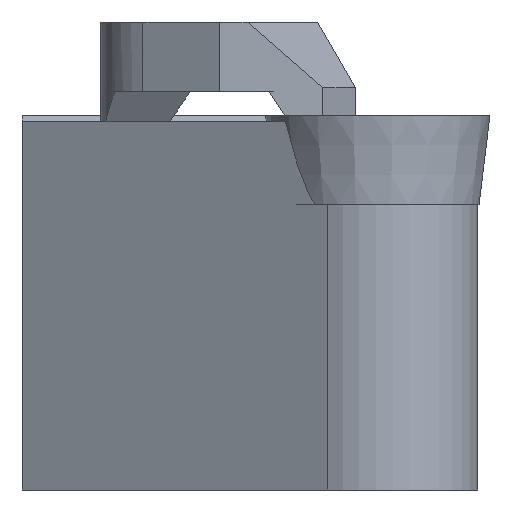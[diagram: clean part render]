
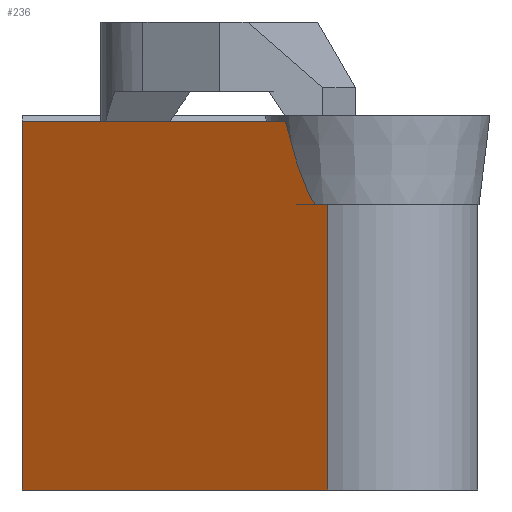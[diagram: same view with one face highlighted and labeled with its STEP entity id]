
A CAD part, left-side view. The second image highlights one B-rep face of the part: STEP entity #236.
In plain terms, the highlighted planar face has unit normal (-0.866, 0.5, 0).
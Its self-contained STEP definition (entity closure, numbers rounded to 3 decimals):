
#25=B_SPLINE_CURVE_WITH_KNOTS('',3,(#894,#895,#896,#897,#898,#899,#900,
#901,#902,#903,#904,#905,#906,#907,#908,#909),.UNSPECIFIED.,.F.,.F.,(4,
3,3,3,3,4),(0.,0.381,0.639,0.817,0.997,
1.),.UNSPECIFIED.);
#66=LINE('',#890,#122);
#67=LINE('',#912,#123);
#68=LINE('',#914,#124);
#69=LINE('',#916,#125);
#70=LINE('',#917,#126);
#122=VECTOR('',#724,1.);
#123=VECTOR('',#729,1.);
#124=VECTOR('',#730,1.);
#125=VECTOR('',#731,1.);
#126=VECTOR('',#732,1.);
#179=PLANE('',#614);
#206=FACE_OUTER_BOUND('',#274,.T.);
#236=ADVANCED_FACE('',(#206),#179,.F.);
#274=EDGE_LOOP('',(#371,#372,#373,#374,#375,#376));
#371=ORIENTED_EDGE('',*,*,#538,.F.);
#372=ORIENTED_EDGE('',*,*,#539,.F.);
#373=ORIENTED_EDGE('',*,*,#540,.F.);
#374=ORIENTED_EDGE('',*,*,#541,.F.);
#375=ORIENTED_EDGE('',*,*,#536,.T.);
#376=ORIENTED_EDGE('',*,*,#542,.F.);
#472=VERTEX_POINT('',#889);
#473=VERTEX_POINT('',#891);
#474=VERTEX_POINT('',#910);
#475=VERTEX_POINT('',#911);
#476=VERTEX_POINT('',#913);
#477=VERTEX_POINT('',#915);
#536=EDGE_CURVE('',#473,#472,#66,.T.);
#538=EDGE_CURVE('',#474,#475,#25,.T.);
#539=EDGE_CURVE('',#476,#474,#67,.T.);
#540=EDGE_CURVE('',#477,#476,#68,.T.);
#541=EDGE_CURVE('',#473,#477,#69,.T.);
#542=EDGE_CURVE('',#475,#472,#70,.T.);
#614=AXIS2_PLACEMENT_3D('',#918,#733,#734);
#724=DIRECTION('',(0.,0.,1.));
#729=DIRECTION('',(-0.5,-0.866,0.));
#730=DIRECTION('',(0.,0.,1.));
#731=DIRECTION('',(0.5,0.866,0.));
#732=DIRECTION('',(-0.5,-0.866,0.));
#733=DIRECTION('',(0.866,-0.5,0.));
#734=DIRECTION('',(0.5,0.866,0.));
#889=CARTESIAN_POINT('',(1.353,-16.317,-4.76));
#890=CARTESIAN_POINT('',(1.353,-16.317,-35.));
#891=CARTESIAN_POINT('',(1.353,-16.317,-20.));
#894=CARTESIAN_POINT('',(2.654,-14.064,-0.3));
#895=CARTESIAN_POINT('',(2.571,-14.209,-0.895));
#896=CARTESIAN_POINT('',(2.481,-14.364,-1.486));
#897=CARTESIAN_POINT('',(2.381,-14.537,-2.071));
#898=CARTESIAN_POINT('',(2.313,-14.655,-2.467));
#899=CARTESIAN_POINT('',(2.24,-14.782,-2.861));
#900=CARTESIAN_POINT('',(2.157,-14.925,-3.247));
#901=CARTESIAN_POINT('',(2.101,-15.023,-3.512));
#902=CARTESIAN_POINT('',(2.04,-15.128,-3.773));
#903=CARTESIAN_POINT('',(1.97,-15.248,-4.026));
#904=CARTESIAN_POINT('',(1.9,-15.37,-4.282));
#905=CARTESIAN_POINT('',(1.822,-15.505,-4.533));
#906=CARTESIAN_POINT('',(1.725,-15.674,-4.75));
#907=CARTESIAN_POINT('',(1.723,-15.676,-4.753));
#908=CARTESIAN_POINT('',(1.722,-15.679,-4.757));
#909=CARTESIAN_POINT('',(1.72,-15.681,-4.76));
#910=CARTESIAN_POINT('',(2.654,-14.064,-0.3));
#911=CARTESIAN_POINT('',(1.72,-15.681,-4.76));
#912=CARTESIAN_POINT('',(1.353,-16.317,-0.3));
#913=CARTESIAN_POINT('',(10.774,0.,-0.3));
#914=CARTESIAN_POINT('',(10.774,0.,-35.));
#915=CARTESIAN_POINT('',(10.774,0.,-20.));
#916=CARTESIAN_POINT('',(1.353,-16.317,-20.));
#917=CARTESIAN_POINT('',(1.353,-16.317,-4.76));
#918=CARTESIAN_POINT('',(1.353,-16.317,-35.));
